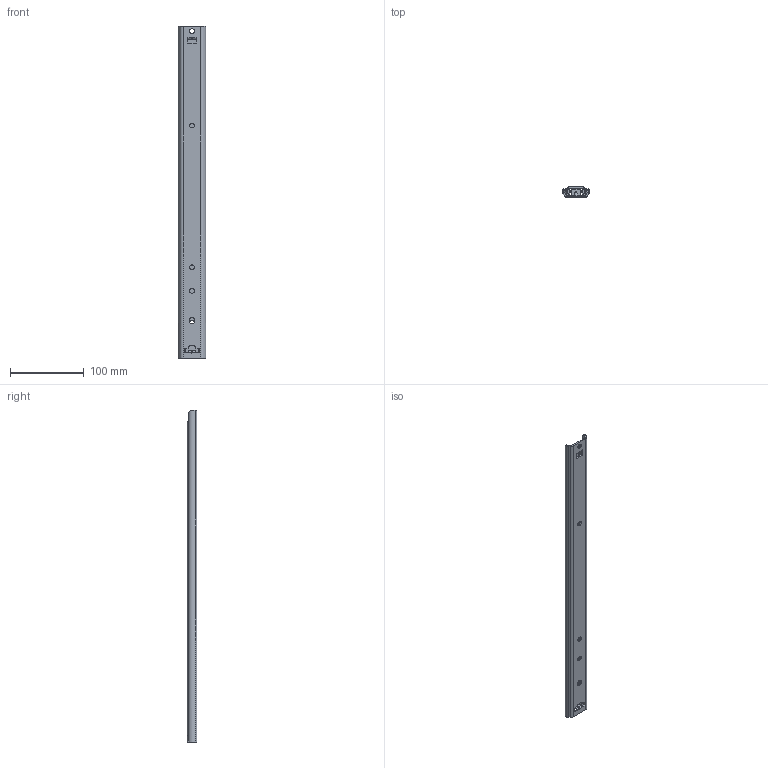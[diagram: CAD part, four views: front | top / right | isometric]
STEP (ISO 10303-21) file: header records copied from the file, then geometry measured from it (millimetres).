
FILE_DESCRIPTION((''),'2;1');
FILE_NAME('107-233_ASM','2015-05-05T',('w.jans'),(''),'PRO/ENGINEER BY PARAMETRIC TECHNOLOGY CORPORATION, 2003450','PRO/ENGINEER BY PARAMETRIC TECHNOLOGY CORPORATION, 2003450','');
FILE_SCHEMA(('CONFIG_CONTROL_DESIGN'));
Length unit declared in the file: millimetre
Products named in the file (13): 107-233-SKEL; 511-07-233-FA1; 511-07-233-FA1_ASM; 515-7XX-233F_AF0; 911-075_AF0; 911-075_AF1; 911-075; 911-075_AF2; 911-075_AF3; 515-7XX-233F_ASM; 513-07-233-FA2; 513-07-233-FA2_ASM; 107-233_ASM
Assembly tree (19 placements, depth 3):
  107-233_ASM
    107-233-SKEL
    511-07-233-FA1_ASM
      511-07-233-FA1
    515-7XX-233F_ASM
      515-7XX-233F_AF0
      911-075_AF0
      911-075_AF1
      911-075  x8
      911-075_AF2
      911-075_AF3
    513-07-233-FA2_ASM
      513-07-233-FA2
Bounding box: 37 x 13.5 x 450 mm (x, y, z)
Volume: 77999.1 mm3; surface area: 88191.1 mm2
Topology: 15 solids, 15 shells, 424 faces, 1210 edges, 768 vertices
Faces by surface type: plane 198, cylinder 180, sphere 24, bspline 14, cone 8
Entity records: 15018 total; most frequent: CARTESIAN_POINT 3930, ORIENTED_EDGE 2296, DIRECTION 2268, EDGE_CURVE 1148, AXIS2_PLACEMENT_3D 781, VERTEX_POINT 754, VECTOR 706, LINE 706
